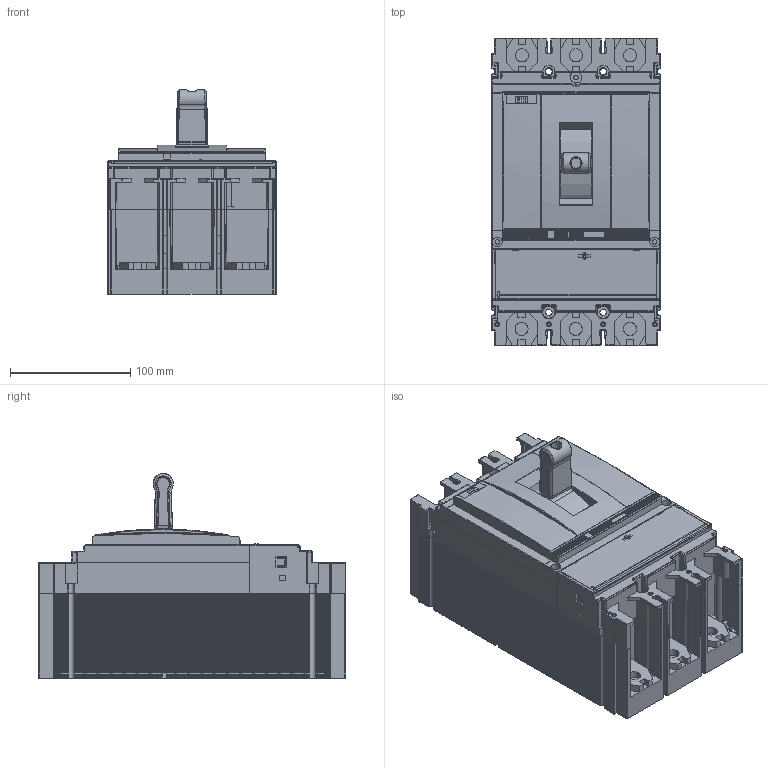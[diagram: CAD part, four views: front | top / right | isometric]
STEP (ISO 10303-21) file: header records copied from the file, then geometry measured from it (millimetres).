
FILE_DESCRIPTION((''),'2;1');
FILE_NAME('630-3-2_0_ASM','2025-08-20T08:14:13',('klemen.sitar'),('Audax d.o.o.'),'CREO PARAMETRIC BY PTC INC, 2021304','CREO PARAMETRIC BY PTC INC, 2021304','');
FILE_SCHEMA(('AP242_MANAGED_MODEL_BASED_3D_ENGINEERING_MIM_LF { 1 0 10303 442 1 1 4 }'));
Products named in the file (18): 630-3-2_0_1_1; 630-3-2_0_2; 630-3-2_0_3; 630-3-2_0_4; 630-3-2_0_5; 630-3-2_0_6; 630-3-2_0_7; 630-3-2_0_8; 630-3-2_0_9; 630-3-2_0_10; 630-3-2_0_11; 630-3-2_0_12; 630-3-2_0_13; 630-3-2_0_14; 630-3-2_0_15; ETI_LOGO_9_9X5_78MM; 630-3-2_0_1_ASM; 630-3-2_0_ASM
Assembly tree (17 placements, depth 3):
  630-3-2_0_ASM
    630-3-2_0_1_ASM
      630-3-2_0_1_1
      630-3-2_0_2
      630-3-2_0_3
      630-3-2_0_4
      630-3-2_0_5
      630-3-2_0_6
      630-3-2_0_7
      630-3-2_0_8
      630-3-2_0_9
      630-3-2_0_10
      630-3-2_0_11
      630-3-2_0_12
      630-3-2_0_13
      630-3-2_0_14
      630-3-2_0_15
      ETI_LOGO_9_9X5_78MM
Bounding box: 140 x 255 x 170.1 mm (x, y, z)
Volume: 3046967.1 mm3; surface area: 399959.8 mm2
Topology: 24 solids, 43 shells, 4548 faces, 13826 edges, 9331 vertices
Faces by surface type: cylinder 2167, plane 1989, torus 117, bspline 96, sphere 82, cone 77, extrusion 20
Entity records: 253061 total; most frequent: CARTESIAN_POINT 53741, ORIENTED_EDGE 27472, DIRECTION 25554, PRESENTATION_STYLE_ASSIGNMENT 18335, STYLED_ITEM 18335, CURVE_STYLE 13761, EDGE_CURVE 13741, VERTEX_POINT 9332
